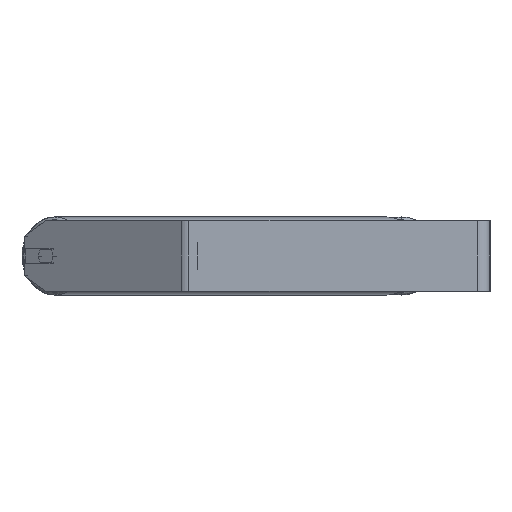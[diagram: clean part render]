
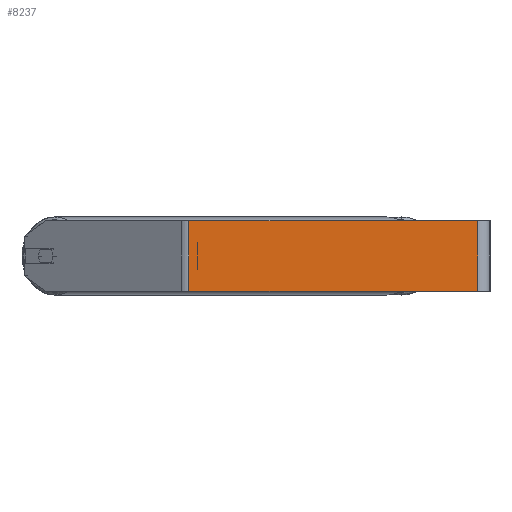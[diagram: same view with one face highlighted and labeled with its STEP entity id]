
A CAD part, left-side view. The second image highlights one B-rep face of the part: STEP entity #8237.
In plain terms, the highlighted planar face has unit normal (-1, 0, 0).
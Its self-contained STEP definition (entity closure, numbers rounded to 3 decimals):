
#82 = CARTESIAN_POINT ( 'NONE',  ( -1045., 347.706, -40. ) ) ;
#107 = CARTESIAN_POINT ( 'NONE',  ( -1045., 14., 40. ) ) ;
#291 = VERTEX_POINT ( 'NONE', #2989 ) ;
#620 = VERTEX_POINT ( 'NONE', #891 ) ;
#712 = LINE ( 'NONE', #82, #8638 ) ;
#747 = EDGE_CURVE ( 'NONE', #6508, #620, #1161, .T. ) ;
#891 = CARTESIAN_POINT ( 'NONE',  ( -1045., 14., -40. ) ) ;
#1113 = DIRECTION ( 'NONE',  ( 0., 0., -1. ) ) ;
#1161 = LINE ( 'NONE', #7946, #7858 ) ;
#1246 = EDGE_CURVE ( 'NONE', #291, #6508, #3442, .T. ) ;
#1367 = FACE_OUTER_BOUND ( 'NONE', #5713, .T. ) ;
#1618 = CARTESIAN_POINT ( 'NONE',  ( -1045., 343.292, -40. ) ) ;
#2342 = LINE ( 'NONE', #5146, #7582 ) ;
#2484 = EDGE_CURVE ( 'NONE', #291, #7424, #2342, .T. ) ;
#2944 = ORIENTED_EDGE ( 'NONE', *, *, #1246, .F. ) ;
#2989 = CARTESIAN_POINT ( 'NONE',  ( -1045., 343.292, 40. ) ) ;
#3442 = LINE ( 'NONE', #4771, #6995 ) ;
#4213 = DIRECTION ( 'NONE',  ( 0., -1., 0. ) ) ;
#4580 = DIRECTION ( 'NONE',  ( 0., 0., -1. ) ) ;
#4744 = CARTESIAN_POINT ( 'NONE',  ( -1045., 347.706, 40. ) ) ;
#4771 = CARTESIAN_POINT ( 'NONE',  ( -1045., 347.706, 40. ) ) ;
#5146 = CARTESIAN_POINT ( 'NONE',  ( -1045., 343.292, 40. ) ) ;
#5316 = DIRECTION ( 'NONE',  ( 1., 0., 0. ) ) ;
#5343 = ORIENTED_EDGE ( 'NONE', *, *, #7234, .T. ) ;
#5364 = PLANE ( 'NONE',  #7929 ) ;
#5713 = EDGE_LOOP ( 'NONE', ( #5343, #7144, #2944, #5720 ) ) ;
#5720 = ORIENTED_EDGE ( 'NONE', *, *, #2484, .T. ) ;
#6508 = VERTEX_POINT ( 'NONE', #107 ) ;
#6995 = VECTOR ( 'NONE', #7423, 1000. ) ;
#7144 = ORIENTED_EDGE ( 'NONE', *, *, #747, .F. ) ;
#7179 = DIRECTION ( 'NONE',  ( 0., 0., -1. ) ) ;
#7234 = EDGE_CURVE ( 'NONE', #7424, #620, #712, .T. ) ;
#7423 = DIRECTION ( 'NONE',  ( 0., -1., 0. ) ) ;
#7424 = VERTEX_POINT ( 'NONE', #1618 ) ;
#7582 = VECTOR ( 'NONE', #1113, 1000. ) ;
#7858 = VECTOR ( 'NONE', #7179, 1000. ) ;
#7929 = AXIS2_PLACEMENT_3D ( 'NONE', #4744, #5316, #4580 ) ;
#7946 = CARTESIAN_POINT ( 'NONE',  ( -1045., 14., 40. ) ) ;
#8237 = ADVANCED_FACE ( 'NONE', ( #1367 ), #5364, .F. ) ;
#8638 = VECTOR ( 'NONE', #4213, 1000. ) ;
